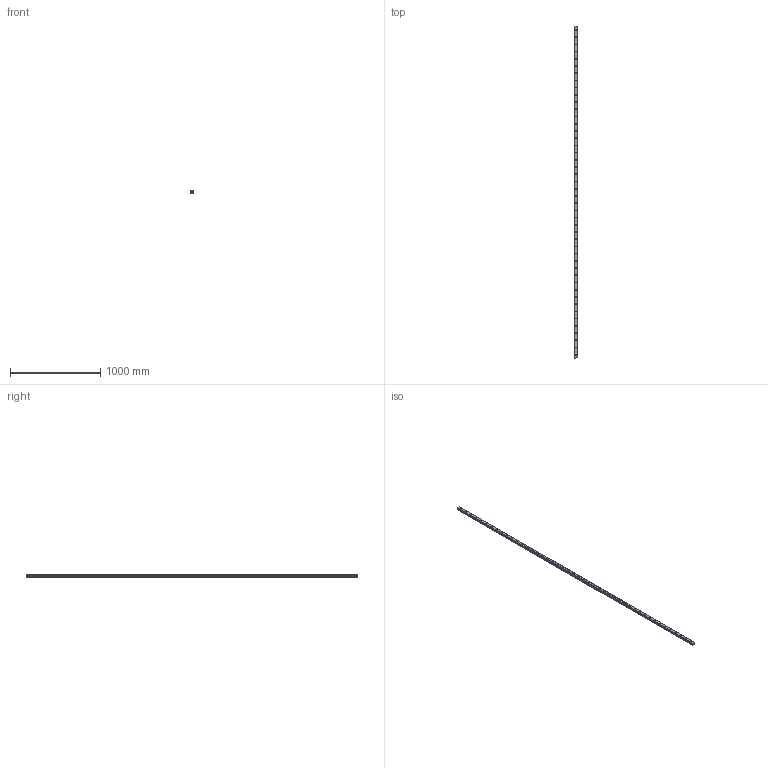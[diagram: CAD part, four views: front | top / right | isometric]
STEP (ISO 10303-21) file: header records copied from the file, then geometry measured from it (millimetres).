
FILE_DESCRIPTION(('STEP AP214'),'1');
FILE_NAME('cctmp_A601BC48-A8F4-4DF8-B587-52AC63A77EF8_2021_02_17_12_29_34_0161..stp','2021-02-17T11:29:34',('HIWIN GmbH'),('CADClick - www.CADClick.com'),'Spatial InterOp 3D',' ','unknown authorization');
FILE_SCHEMA(('AUTOMOTIVE_DESIGN'));
Length unit declared in the file: millimetre
Products named in the file (1): EGR35R3680C_FILE
Bounding box: 34 x 3680 x 27.5 mm (x, y, z)
Volume: 2897701.2 mm3; surface area: 515332.7 mm2
Topology: 1 solids, 1 shells, 521 faces, 1131 edges, 754 vertices
Faces by surface type: cylinder 294, plane 227
Entity records: 18665 total; most frequent: DIRECTION 2763, CARTESIAN_POINT 2407, ORIENTED_EDGE 2262, EDGE_CURVE 1131, AXIS2_PLACEMENT_3D 1110, VERTEX_POINT 754, EDGE_LOOP 663, CIRCLE 588
